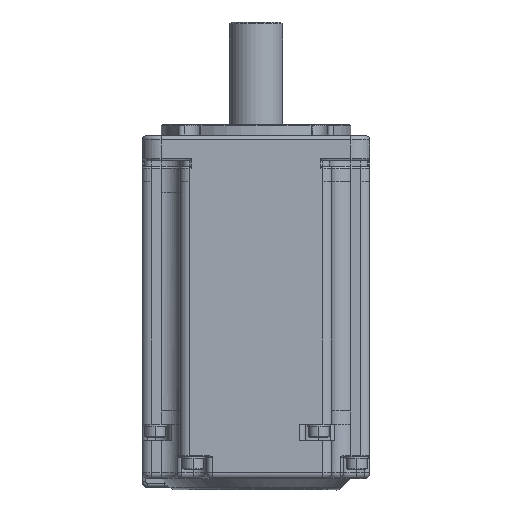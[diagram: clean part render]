
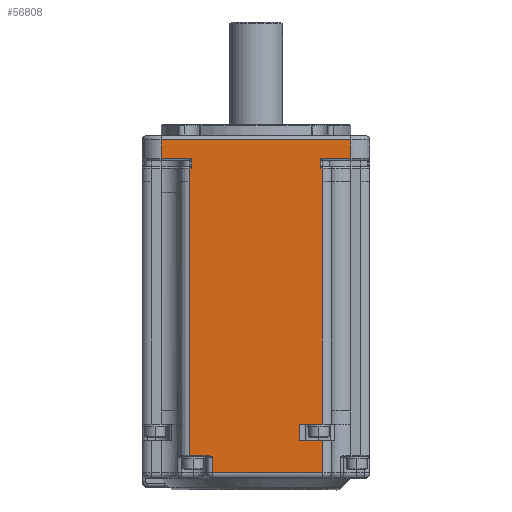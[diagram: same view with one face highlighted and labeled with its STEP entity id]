
A CAD part, front view. The second image highlights one B-rep face of the part: STEP entity #56808.
In plain terms, the highlighted planar face has unit normal (0, -1, 0).
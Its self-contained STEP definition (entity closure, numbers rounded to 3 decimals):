
#1169=CARTESIAN_POINT('',(-167.5,-30.,-108.1));
#1170=VERTEX_POINT('',#1169);
#1214=CARTESIAN_POINT('',(-162.597,-30.,-108.1));
#1215=VERTEX_POINT('',#1214);
#1227=CARTESIAN_POINT('',(-162.597,-30.,-108.1));
#1228=DIRECTION('',(-1.,0.,0.));
#1229=VECTOR('',#1228,4.903);
#1230=LINE('',#1227,#1229);
#1231=EDGE_CURVE('',#1215,#1170,#1230,.T.);
#1241=CARTESIAN_POINT('',(-132.5,-30.,-112.6));
#1242=VERTEX_POINT('',#1241);
#1250=CARTESIAN_POINT('',(-161.5,-30.,-112.6));
#1251=VERTEX_POINT('',#1250);
#1252=CARTESIAN_POINT('',(-132.5,-30.,-112.6));
#1253=DIRECTION('',(-1.,0.,0.));
#1254=VECTOR('',#1253,29.);
#1255=LINE('',#1252,#1254);
#1256=EDGE_CURVE('',#1242,#1251,#1255,.T.);
#1276=CARTESIAN_POINT('',(-132.5,-30.,-104.1));
#1277=VERTEX_POINT('',#1276);
#1285=CARTESIAN_POINT('',(-132.5,-30.,-104.1));
#1286=DIRECTION('',(0.,0.,-1.));
#1287=VECTOR('',#1286,8.5);
#1288=LINE('',#1285,#1287);
#1289=EDGE_CURVE('',#1277,#1242,#1288,.T.);
#1350=CARTESIAN_POINT('',(-138.5,-30.,-104.1));
#1351=VERTEX_POINT('',#1350);
#1359=CARTESIAN_POINT('',(-138.5,-30.,-104.1));
#1360=DIRECTION('',(1.,0.,0.));
#1361=VECTOR('',#1360,6.);
#1362=LINE('',#1359,#1361);
#1363=EDGE_CURVE('',#1351,#1277,#1362,.T.);
#1397=CARTESIAN_POINT('',(-138.5,-30.,-99.8));
#1398=VERTEX_POINT('',#1397);
#1406=CARTESIAN_POINT('',(-138.5,-30.,-99.8));
#1407=DIRECTION('',(0.,0.,-1.));
#1408=VECTOR('',#1407,4.3);
#1409=LINE('',#1406,#1408);
#1410=EDGE_CURVE('',#1398,#1351,#1409,.T.);
#1431=CARTESIAN_POINT('',(-132.5,-30.,-99.8));
#1432=VERTEX_POINT('',#1431);
#1440=CARTESIAN_POINT('',(-132.5,-30.,-99.8));
#1441=DIRECTION('',(-1.,0.,0.));
#1442=VECTOR('',#1441,6.);
#1443=LINE('',#1440,#1442);
#1444=EDGE_CURVE('',#1432,#1398,#1443,.T.);
#3903=CARTESIAN_POINT('',(-161.5,-30.,-108.3));
#3904=VERTEX_POINT('',#3903);
#3916=CARTESIAN_POINT('',(-161.5,-30.,-108.3));
#3917=CARTESIAN_POINT('',(-161.542,-30.,-108.25));
#3918=CARTESIAN_POINT('',(-162.364,-30.,-108.1));
#3919=CARTESIAN_POINT('',(-162.597,-30.,-108.1));
#3920=B_SPLINE_CURVE_WITH_KNOTS('',3,(#3916,#3917,#3918,#3919),.UNSPECIFIED.,.F.,.U.,(4,4),(0.,1.),.UNSPECIFIED.);
#3921=EDGE_CURVE('',#3904,#1215,#3920,.T.);
#3942=CARTESIAN_POINT('',(-161.5,-30.,-112.6));
#3943=DIRECTION('',(0.,0.,1.));
#3944=VECTOR('',#3943,4.3);
#3945=LINE('',#3942,#3944);
#3946=EDGE_CURVE('',#1251,#3904,#3945,.T.);
#54974=CARTESIAN_POINT('',(-167.5,-30.,-35.88));
#54975=VERTEX_POINT('',#54974);
#54985=CARTESIAN_POINT('',(-167.5,-30.,-108.1));
#54986=DIRECTION('',(0.,0.,1.));
#54987=VECTOR('',#54986,72.22);
#54988=LINE('',#54985,#54987);
#54989=EDGE_CURVE('',#1170,#54975,#54988,.T.);
#55008=CARTESIAN_POINT('',(-132.5,-30.,-35.88));
#55009=VERTEX_POINT('',#55008);
#55017=CARTESIAN_POINT('',(-132.5,-30.,-35.88));
#55018=DIRECTION('',(0.,0.,-1.));
#55019=VECTOR('',#55018,63.92);
#55020=LINE('',#55017,#55019);
#55021=EDGE_CURVE('',#55009,#1432,#55020,.T.);
#56008=CARTESIAN_POINT('',(-125.,-30.,-29.9));
#56009=VERTEX_POINT('',#56008);
#56010=CARTESIAN_POINT('',(-125.,-30.,-24.9));
#56011=VERTEX_POINT('',#56010);
#56012=CARTESIAN_POINT('',(-125.,-30.,-29.9));
#56013=DIRECTION('',(0.,0.,1.));
#56014=VECTOR('',#56013,5.);
#56015=LINE('',#56012,#56014);
#56016=EDGE_CURVE('',#56009,#56011,#56015,.T.);
#56714=CARTESIAN_POINT('',(-150.,-30.,-68.75));
#56715=DIRECTION('',(0.,0.,-1.));
#56716=DIRECTION('',(0.,-1.,0.));
#56717=AXIS2_PLACEMENT_3D('',#56714,#56716,#56715);
#56718=PLANE('',#56717);
#56719=CARTESIAN_POINT('',(-132.5,-30.,-32.4));
#56720=VERTEX_POINT('',#56719);
#56721=CARTESIAN_POINT('',(-132.5,-30.,-35.88));
#56722=DIRECTION('',(0.,0.,1.));
#56723=VECTOR('',#56722,3.48);
#56724=LINE('',#56721,#56723);
#56725=EDGE_CURVE('',#55009,#56720,#56724,.T.);
#56726=ORIENTED_EDGE('',*,*,#56725,.T.);
#56727=CARTESIAN_POINT('',(-133.,-30.,-32.4));
#56728=VERTEX_POINT('',#56727);
#56729=CARTESIAN_POINT('',(-132.5,-30.,-32.4));
#56730=DIRECTION('',(-1.,0.,0.));
#56731=VECTOR('',#56730,0.5);
#56732=LINE('',#56729,#56731);
#56733=EDGE_CURVE('',#56720,#56728,#56732,.T.);
#56734=ORIENTED_EDGE('',*,*,#56733,.T.);
#56735=CARTESIAN_POINT('',(-133.,-30.,-29.9));
#56736=VERTEX_POINT('',#56735);
#56737=CARTESIAN_POINT('',(-133.,-30.,-32.4));
#56738=DIRECTION('',(0.,0.,1.));
#56739=VECTOR('',#56738,2.5);
#56740=LINE('',#56737,#56739);
#56741=EDGE_CURVE('',#56728,#56736,#56740,.T.);
#56742=ORIENTED_EDGE('',*,*,#56741,.T.);
#56743=CARTESIAN_POINT('',(-133.,-30.,-29.9));
#56744=DIRECTION('',(1.,0.,0.));
#56745=VECTOR('',#56744,8.);
#56746=LINE('',#56743,#56745);
#56747=EDGE_CURVE('',#56736,#56009,#56746,.T.);
#56748=ORIENTED_EDGE('',*,*,#56747,.T.);
#56749=ORIENTED_EDGE('',*,*,#56016,.T.);
#56750=CARTESIAN_POINT('',(-175.,-30.,-24.9));
#56751=VERTEX_POINT('',#56750);
#56752=CARTESIAN_POINT('',(-175.,-30.,-24.9));
#56753=DIRECTION('',(1.,0.,0.));
#56754=VECTOR('',#56753,50.);
#56755=LINE('',#56752,#56754);
#56756=EDGE_CURVE('',#56751,#56011,#56755,.T.);
#56757=ORIENTED_EDGE('',*,*,#56756,.F.);
#56758=CARTESIAN_POINT('',(-175.,-30.,-29.9));
#56759=VERTEX_POINT('',#56758);
#56760=CARTESIAN_POINT('',(-175.,-30.,-24.9));
#56761=DIRECTION('',(0.,0.,-1.));
#56762=VECTOR('',#56761,5.);
#56763=LINE('',#56760,#56762);
#56764=EDGE_CURVE('',#56751,#56759,#56763,.T.);
#56765=ORIENTED_EDGE('',*,*,#56764,.T.);
#56766=CARTESIAN_POINT('',(-167.,-30.,-29.9));
#56767=VERTEX_POINT('',#56766);
#56768=CARTESIAN_POINT('',(-175.,-30.,-29.9));
#56769=DIRECTION('',(1.,0.,0.));
#56770=VECTOR('',#56769,8.);
#56771=LINE('',#56768,#56770);
#56772=EDGE_CURVE('',#56759,#56767,#56771,.T.);
#56773=ORIENTED_EDGE('',*,*,#56772,.T.);
#56774=CARTESIAN_POINT('',(-167.,-30.,-32.4));
#56775=VERTEX_POINT('',#56774);
#56776=CARTESIAN_POINT('',(-167.,-30.,-29.9));
#56777=DIRECTION('',(0.,0.,-1.));
#56778=VECTOR('',#56777,2.5);
#56779=LINE('',#56776,#56778);
#56780=EDGE_CURVE('',#56767,#56775,#56779,.T.);
#56781=ORIENTED_EDGE('',*,*,#56780,.T.);
#56782=CARTESIAN_POINT('',(-167.5,-30.,-32.4));
#56783=VERTEX_POINT('',#56782);
#56784=CARTESIAN_POINT('',(-167.,-30.,-32.4));
#56785=DIRECTION('',(-1.,0.,0.));
#56786=VECTOR('',#56785,0.5);
#56787=LINE('',#56784,#56786);
#56788=EDGE_CURVE('',#56775,#56783,#56787,.T.);
#56789=ORIENTED_EDGE('',*,*,#56788,.T.);
#56790=CARTESIAN_POINT('',(-167.5,-30.,-32.4));
#56791=DIRECTION('',(0.,0.,-1.));
#56792=VECTOR('',#56791,3.48);
#56793=LINE('',#56790,#56792);
#56794=EDGE_CURVE('',#56783,#54975,#56793,.T.);
#56795=ORIENTED_EDGE('',*,*,#56794,.T.);
#56796=ORIENTED_EDGE('',*,*,#54989,.F.);
#56797=ORIENTED_EDGE('',*,*,#1231,.F.);
#56798=ORIENTED_EDGE('',*,*,#3921,.F.);
#56799=ORIENTED_EDGE('',*,*,#3946,.F.);
#56800=ORIENTED_EDGE('',*,*,#1256,.F.);
#56801=ORIENTED_EDGE('',*,*,#1289,.F.);
#56802=ORIENTED_EDGE('',*,*,#1363,.F.);
#56803=ORIENTED_EDGE('',*,*,#1410,.F.);
#56804=ORIENTED_EDGE('',*,*,#1444,.F.);
#56805=ORIENTED_EDGE('',*,*,#55021,.F.);
#56806=EDGE_LOOP('',(#56726,#56734,#56742,#56748,#56749,#56757,#56765,#56773,#56781,#56789,#56795,#56796,#56797,#56798,#56799,#56800,#56801,#56802,#56803,#56804,#56805));
#56807=FACE_OUTER_BOUND('',#56806,.T.);
#56808=ADVANCED_FACE('',(#56807),#56718,.T.);
